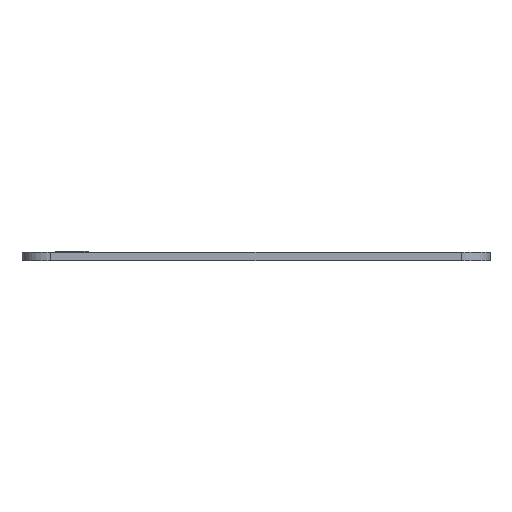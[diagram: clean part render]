
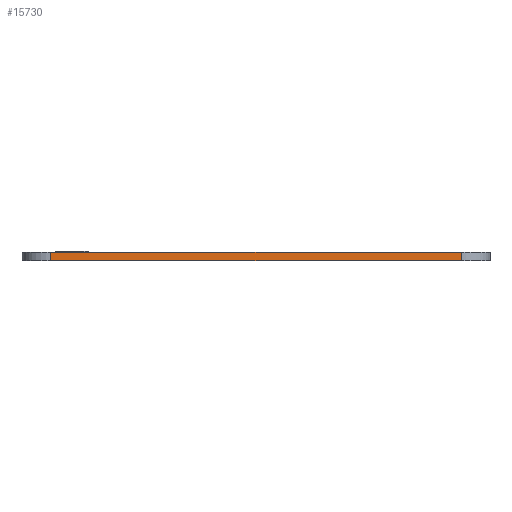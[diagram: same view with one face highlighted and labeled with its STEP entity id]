
A CAD part, left-side view. The second image highlights one B-rep face of the part: STEP entity #15730.
In plain terms, the highlighted planar face has unit normal (-1, 0, 0).
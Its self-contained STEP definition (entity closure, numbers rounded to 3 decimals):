
#580=PLANE('',#16305);
#1344=FACE_OUTER_BOUND('',#2158,.T.);
#2158=EDGE_LOOP('',(#14520,#14521,#14522,#14523));
#2838=LINE('',#22772,#4563);
#3863=LINE('',#28336,#5588);
#3884=LINE('',#28419,#5609);
#3885=LINE('',#28421,#5610);
#4563=VECTOR('',#17345,10.);
#5588=VECTOR('',#18998,10.);
#5609=VECTOR('',#19063,10.);
#5610=VECTOR('',#19066,10.);
#6774=VERTEX_POINT('',#22769);
#6775=VERTEX_POINT('',#22771);
#7709=VERTEX_POINT('',#28333);
#7710=VERTEX_POINT('',#28335);
#8606=EDGE_CURVE('',#6774,#6775,#2838,.T.);
#9986=EDGE_CURVE('',#7709,#7710,#3863,.T.);
#10028=EDGE_CURVE('',#7710,#6774,#3884,.T.);
#10029=EDGE_CURVE('',#6775,#7709,#3885,.T.);
#14520=ORIENTED_EDGE('',*,*,#10028,.F.);
#14521=ORIENTED_EDGE('',*,*,#9986,.F.);
#14522=ORIENTED_EDGE('',*,*,#10029,.F.);
#14523=ORIENTED_EDGE('',*,*,#8606,.F.);
#15730=ADVANCED_FACE('',(#1344),#580,.T.);
#16305=AXIS2_PLACEMENT_3D('',#28420,#19064,#19065);
#17345=DIRECTION('',(0.,-1.,0.));
#18998=DIRECTION('',(0.,1.,0.));
#19063=DIRECTION('',(0.,0.,1.));
#19064=DIRECTION('center_axis',(-1.,0.,0.));
#19065=DIRECTION('ref_axis',(0.,-1.,0.));
#19066=DIRECTION('',(0.,0.,-1.));
#22769=CARTESIAN_POINT('',(-10.706,8.847,1.5));
#22771=CARTESIAN_POINT('',(-10.706,-62.728,1.5));
#22772=CARTESIAN_POINT('',(-10.706,-67.728,1.5));
#28333=CARTESIAN_POINT('',(-10.706,-62.728,0.));
#28335=CARTESIAN_POINT('',(-10.706,8.847,0.));
#28336=CARTESIAN_POINT('',(-10.706,-67.728,0.));
#28419=CARTESIAN_POINT('',(-10.706,8.847,0.));
#28420=CARTESIAN_POINT('Origin',(-10.706,13.847,0.));
#28421=CARTESIAN_POINT('',(-10.706,-62.728,0.));
